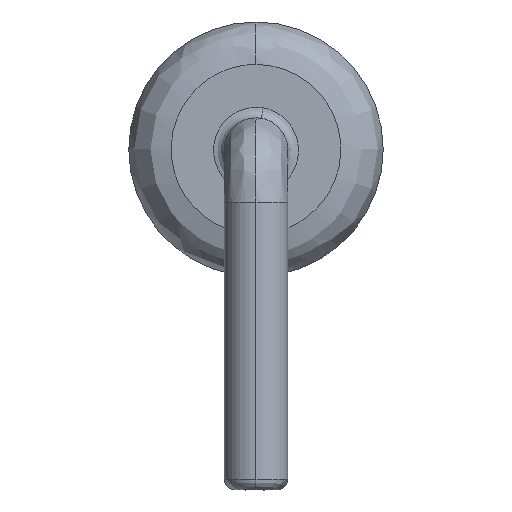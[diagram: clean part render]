
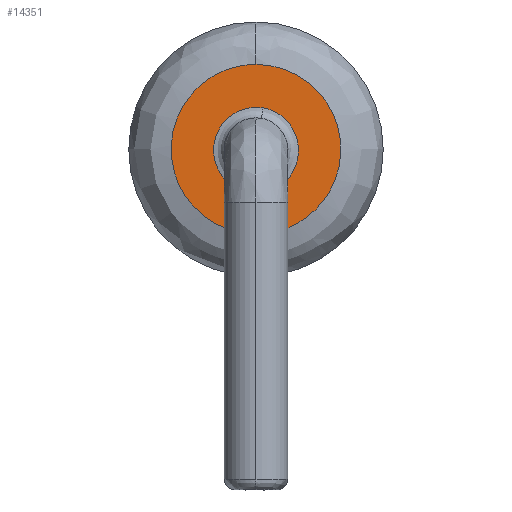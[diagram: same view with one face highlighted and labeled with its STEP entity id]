
A CAD part, left-side view. The second image highlights one B-rep face of the part: STEP entity #14351.
In plain terms, the highlighted planar face has unit normal (-1, 0, 0).
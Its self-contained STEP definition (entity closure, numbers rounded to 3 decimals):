
#50 = FACE_BOUND ( 'NONE', #6371, .T. ) ;
#275 = CARTESIAN_POINT ( 'NONE',  ( -3.3, 0., 1.213 ) ) ;
#387 = ORIENTED_EDGE ( 'NONE', *, *, #867, .F. ) ;
#526 = B_SPLINE_CURVE_WITH_KNOTS ( 'NONE', 3,
 ( #5575, #5360, #9943, #14774, #4238, #2076, #2146, #935, #11289, #13367, #9028, #3130, #1998, #13664, #14474, #6585, #8743, #3056, #1167, #13964, #11587, #13887 ),
 .UNSPECIFIED., .F., .F.,
 ( 4, 2, 2, 2, 2, 2, 2, 2, 2, 2, 4 ),
 ( 0., 0.031, 0.063, 0.094, 0.125, 0.188, 0.25, 0.375, 0.5, 0.75, 1. ),
 .UNSPECIFIED. ) ;
#867 = EDGE_CURVE ( 'NONE', #12657, #2489, #12670, .T. ) ;
#935 = CARTESIAN_POINT ( 'NONE',  ( -3.3, -0.065, 0.767 ) ) ;
#1167 = CARTESIAN_POINT ( 'NONE',  ( -3.3, -0.39, 1.344 ) ) ;
#1232 = CARTESIAN_POINT ( 'NONE',  ( -3.3, 0., 2.013 ) ) ;
#1582 = ORIENTED_EDGE ( 'NONE', *, *, #14720, .F. ) ;
#1703 = EDGE_LOOP ( 'NONE', ( #12364, #14278 ) ) ;
#1998 = CARTESIAN_POINT ( 'NONE',  ( -3.3, -0.207, 0.842 ) ) ;
#2067 = CARTESIAN_POINT ( 'NONE',  ( -3.3, 0.29, 0.914 ) ) ;
#2076 = CARTESIAN_POINT ( 'NONE',  ( -3.3, -0.026, 0.758 ) ) ;
#2146 = CARTESIAN_POINT ( 'NONE',  ( -3.3, -0.039, 0.76 ) ) ;
#2300 = CARTESIAN_POINT ( 'NONE',  ( -3.3, 0., 0.413 ) ) ;
#2456 = FACE_OUTER_BOUND ( 'NONE', #1703, .T. ) ;
#2489 = VERTEX_POINT ( 'NONE', #9704 ) ;
#2640 = CARTESIAN_POINT ( 'NONE',  ( -3.3, -1.6, 0.413 ) ) ;
#3056 = CARTESIAN_POINT ( 'NONE',  ( -3.3, -0.413, 1.231 ) ) ;
#3130 = CARTESIAN_POINT ( 'NONE',  ( -3.3, -0.185, 0.826 ) ) ;
#3711 = VERTEX_POINT ( 'NONE', #1232 ) ;
#4238 = CARTESIAN_POINT ( 'NONE',  ( -3.3, 0.001, 0.756 ) ) ;
#4518 = CARTESIAN_POINT ( 'NONE',  ( -3.3, 0., 2.013 ) ) ;
#5360 = CARTESIAN_POINT ( 'NONE',  ( -3.3, 0.054, 0.764 ) ) ;
#5505 = CARTESIAN_POINT ( 'NONE',  ( -3.3, 0.322, 1.468 ) ) ;
#5569 = CARTESIAN_POINT ( 'NONE',  ( -3.3, 0.251, 0.875 ) ) ;
#5572 = CARTESIAN_POINT ( 'NONE',  ( -3.3, 0., 0.413 ) ) ;
#5575 = CARTESIAN_POINT ( 'NONE',  ( -3.3, 0.067, 0.768 ) ) ;
#6068 = DIRECTION ( 'NONE',  ( 1., 0., 0. ) ) ;
#6256 =( BOUNDED_CURVE ( )  B_SPLINE_CURVE ( 3, ( #14442, #12946, #2640, #7227 ),
 .UNSPECIFIED., .F., .T. ) 
 B_SPLINE_CURVE_WITH_KNOTS ( ( 4, 4 ),
 ( 0., 1. ),
 .UNSPECIFIED. ) 
 CURVE ( )  GEOMETRIC_REPRESENTATION_ITEM ( )  RATIONAL_B_SPLINE_CURVE ( ( 1., 0.333, 0.333, 1. ) ) 
 REPRESENTATION_ITEM ( '' )  );
#6371 = EDGE_LOOP ( 'NONE', ( #1582, #387 ) ) ;
#6506 = CARTESIAN_POINT ( 'NONE',  ( -3.3, 0.381, 1.368 ) ) ;
#6585 = CARTESIAN_POINT ( 'NONE',  ( -3.3, -0.362, 1.023 ) ) ;
#6649 = CARTESIAN_POINT ( 'NONE',  ( -3.3, 0.093, 0.777 ) ) ;
#7227 = CARTESIAN_POINT ( 'NONE',  ( -3.3, 0., 0.413 ) ) ;
#7762 = EDGE_CURVE ( 'NONE', #12301, #3711, #8363, .T. ) ;
#7763 = CARTESIAN_POINT ( 'NONE',  ( -3.3, -0.069, 1.602 ) ) ;
#8363 =( BOUNDED_CURVE ( )  B_SPLINE_CURVE ( 3, ( #5572, #9022, #13658, #4518 ),
 .UNSPECIFIED., .F., .T. ) 
 B_SPLINE_CURVE_WITH_KNOTS ( ( 4, 4 ),
 ( 0., 1. ),
 .UNSPECIFIED. ) 
 CURVE ( )  GEOMETRIC_REPRESENTATION_ITEM ( )  RATIONAL_B_SPLINE_CURVE ( ( 1., 0.333, 0.333, 1. ) ) 
 REPRESENTATION_ITEM ( '' )  );
#8743 = CARTESIAN_POINT ( 'NONE',  ( -3.3, -0.382, 1.073 ) ) ;
#8948 = CARTESIAN_POINT ( 'NONE',  ( -3.3, 0.187, 0.828 ) ) ;
#9016 = CARTESIAN_POINT ( 'NONE',  ( -3.3, 0.164, 0.813 ) ) ;
#9022 = CARTESIAN_POINT ( 'NONE',  ( -3.3, 1.6, 0.413 ) ) ;
#9028 = CARTESIAN_POINT ( 'NONE',  ( -3.3, -0.139, 0.799 ) ) ;
#9704 = CARTESIAN_POINT ( 'NONE',  ( -3.3, 0.067, 0.768 ) ) ;
#9909 = CARTESIAN_POINT ( 'NONE',  ( -3.3, -0.069, 1.602 ) ) ;
#9943 = CARTESIAN_POINT ( 'NONE',  ( -3.3, 0.041, 0.761 ) ) ;
#10017 = CARTESIAN_POINT ( 'NONE',  ( -3.3, 0.038, 1.621 ) ) ;
#10576 = PLANE ( 'NONE',  #12501 ) ;
#10778 = EDGE_CURVE ( 'NONE', #3711, #12301, #6256, .T. ) ;
#11061 = CARTESIAN_POINT ( 'NONE',  ( -3.3, 0.117, 0.788 ) ) ;
#11289 = CARTESIAN_POINT ( 'NONE',  ( -3.3, -0.078, 0.772 ) ) ;
#11546 = DIRECTION ( 'NONE',  ( 0., 0., -1. ) ) ;
#11587 = CARTESIAN_POINT ( 'NONE',  ( -3.3, -0.174, 1.584 ) ) ;
#12199 = CARTESIAN_POINT ( 'NONE',  ( -3.3, 0.149, 1.595 ) ) ;
#12301 = VERTEX_POINT ( 'NONE', #2300 ) ;
#12342 = CARTESIAN_POINT ( 'NONE',  ( -3.3, 0.382, 1.045 ) ) ;
#12364 = ORIENTED_EDGE ( 'NONE', *, *, #7762, .F. ) ;
#12501 = AXIS2_PLACEMENT_3D ( 'NONE', #275, #6068, #11546 ) ;
#12657 = VERTEX_POINT ( 'NONE', #9909 ) ;
#12670 = B_SPLINE_CURVE_WITH_KNOTS ( 'NONE', 3,
 ( #7763, #10017, #12199, #5505, #6506, #14692, #12342, #2067, #5569, #8948, #9016, #11061, #6649, #13584 ),
 .UNSPECIFIED., .F., .F.,
 ( 4, 2, 2, 2, 2, 2, 4 ),
 ( 0., 0.25, 0.5, 0.75, 0.875, 0.938, 1. ),
 .UNSPECIFIED. ) ;
#12946 = CARTESIAN_POINT ( 'NONE',  ( -3.3, -1.6, 2.013 ) ) ;
#13367 = CARTESIAN_POINT ( 'NONE',  ( -3.3, -0.115, 0.787 ) ) ;
#13584 = CARTESIAN_POINT ( 'NONE',  ( -3.3, 0.067, 0.768 ) ) ;
#13658 = CARTESIAN_POINT ( 'NONE',  ( -3.3, 1.6, 2.013 ) ) ;
#13664 = CARTESIAN_POINT ( 'NONE',  ( -3.3, -0.269, 0.892 ) ) ;
#13887 = CARTESIAN_POINT ( 'NONE',  ( -3.3, -0.069, 1.602 ) ) ;
#13964 = CARTESIAN_POINT ( 'NONE',  ( -3.3, -0.271, 1.521 ) ) ;
#14278 = ORIENTED_EDGE ( 'NONE', *, *, #10778, .F. ) ;
#14351 = ADVANCED_FACE ( 'NONE', ( #2456, #50 ), #10576, .F. ) ;
#14442 = CARTESIAN_POINT ( 'NONE',  ( -3.3, 0., 2.013 ) ) ;
#14474 = CARTESIAN_POINT ( 'NONE',  ( -3.3, -0.305, 0.932 ) ) ;
#14692 = CARTESIAN_POINT ( 'NONE',  ( -3.3, 0.411, 1.156 ) ) ;
#14720 = EDGE_CURVE ( 'NONE', #2489, #12657, #526, .T. ) ;
#14774 = CARTESIAN_POINT ( 'NONE',  ( -3.3, 0.015, 0.757 ) ) ;
